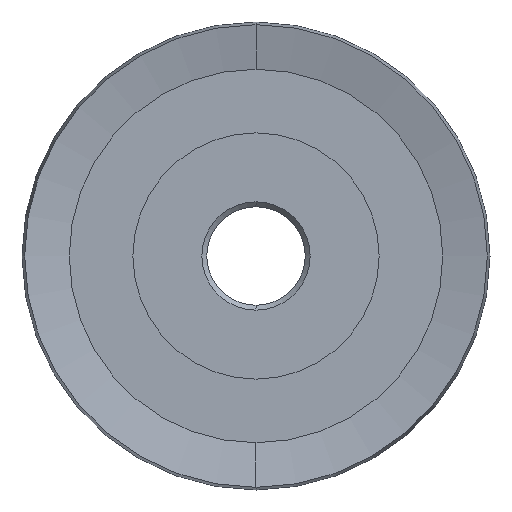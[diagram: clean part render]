
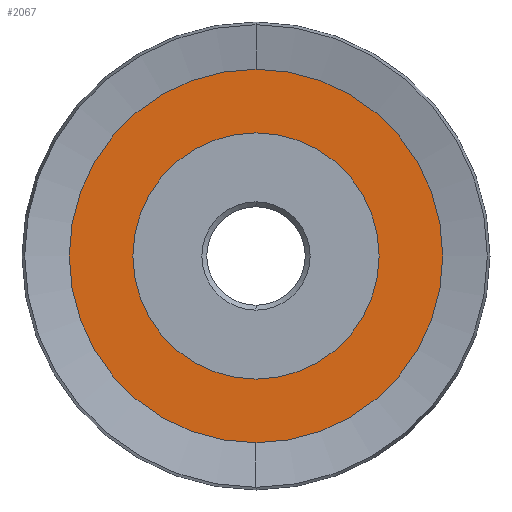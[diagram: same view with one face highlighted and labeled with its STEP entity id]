
A CAD part, left-side view. The second image highlights one B-rep face of the part: STEP entity #2067.
In plain terms, the highlighted planar face has unit normal (-1, 0, 0).
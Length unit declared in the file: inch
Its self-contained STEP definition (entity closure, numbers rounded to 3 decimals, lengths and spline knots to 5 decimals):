
#20 = CIRCLE ( 'NONE', #3493, 0.3125 ) ;
#108 = DIRECTION ( 'NONE',  ( 0., 0., 1. ) ) ;
#411 = DIRECTION ( 'NONE',  ( -1., 0., 0. ) ) ;
#527 = AXIS2_PLACEMENT_3D ( 'NONE', #6352, #411, #4554 ) ;
#693 = EDGE_CURVE ( 'NONE', #824, #6504, #20, .T. ) ;
#715 = DIRECTION ( 'NONE',  ( -1., 0., 0. ) ) ;
#824 = VERTEX_POINT ( 'NONE', #6530 ) ;
#1021 = CARTESIAN_POINT ( 'NONE',  ( 0.0325, 0., -0.47408 ) ) ;
#1216 = ORIENTED_EDGE ( 'NONE', *, *, #1935, .T. ) ;
#1233 = CIRCLE ( 'NONE', #4661, 0.47408 ) ;
#1577 = PLANE ( 'NONE',  #527 ) ;
#1935 = EDGE_CURVE ( 'NONE', #4903, #7691, #1233, .T. ) ;
#2067 = ADVANCED_FACE ( 'NONE', ( #3615, #5221 ), #1577, .T. ) ;
#3115 = EDGE_CURVE ( 'NONE', #6504, #824, #6962, .T. ) ;
#3159 = DIRECTION ( 'NONE',  ( -1., 0., 0. ) ) ;
#3165 = EDGE_CURVE ( 'NONE', #7691, #4903, #3722, .T. ) ;
#3257 = CARTESIAN_POINT ( 'NONE',  ( 0.0325, 0., -0.3125 ) ) ;
#3426 = EDGE_LOOP ( 'NONE', ( #1216, #3505 ) ) ;
#3493 = AXIS2_PLACEMENT_3D ( 'NONE', #7168, #3535, #7779 ) ;
#3505 = ORIENTED_EDGE ( 'NONE', *, *, #3165, .T. ) ;
#3535 = DIRECTION ( 'NONE',  ( -1., 0., 0. ) ) ;
#3615 = FACE_BOUND ( 'NONE', #4116, .T. ) ;
#3642 = DIRECTION ( 'NONE',  ( -1., 0., 0. ) ) ;
#3722 = CIRCLE ( 'NONE', #7482, 0.47408 ) ;
#3809 = ORIENTED_EDGE ( 'NONE', *, *, #3115, .F. ) ;
#4116 = EDGE_LOOP ( 'NONE', ( #3809, #5735 ) ) ;
#4267 = CARTESIAN_POINT ( 'NONE',  ( 0.0325, 0., 0. ) ) ;
#4554 = DIRECTION ( 'NONE',  ( 0., 0., 1. ) ) ;
#4661 = AXIS2_PLACEMENT_3D ( 'NONE', #4267, #715, #4864 ) ;
#4864 = DIRECTION ( 'NONE',  ( 0., 0., 1. ) ) ;
#4903 = VERTEX_POINT ( 'NONE', #6036 ) ;
#5221 = FACE_OUTER_BOUND ( 'NONE', #3426, .T. ) ;
#5735 = ORIENTED_EDGE ( 'NONE', *, *, #693, .F. ) ;
#6036 = CARTESIAN_POINT ( 'NONE',  ( 0.0325, 0., 0.47408 ) ) ;
#6233 = AXIS2_PLACEMENT_3D ( 'NONE', #6780, #3159, #7393 ) ;
#6352 = CARTESIAN_POINT ( 'NONE',  ( 0.0325, 0., 0. ) ) ;
#6504 = VERTEX_POINT ( 'NONE', #3257 ) ;
#6530 = CARTESIAN_POINT ( 'NONE',  ( 0.0325, 0., 0.3125 ) ) ;
#6780 = CARTESIAN_POINT ( 'NONE',  ( 0.0325, 0., 0. ) ) ;
#6962 = CIRCLE ( 'NONE', #6233, 0.3125 ) ;
#7168 = CARTESIAN_POINT ( 'NONE',  ( 0.0325, 0., 0. ) ) ;
#7282 = CARTESIAN_POINT ( 'NONE',  ( 0.0325, 0., 0. ) ) ;
#7393 = DIRECTION ( 'NONE',  ( 0., 0., 1. ) ) ;
#7482 = AXIS2_PLACEMENT_3D ( 'NONE', #7282, #3642, #108 ) ;
#7691 = VERTEX_POINT ( 'NONE', #1021 ) ;
#7779 = DIRECTION ( 'NONE',  ( 0., 0., 1. ) ) ;
